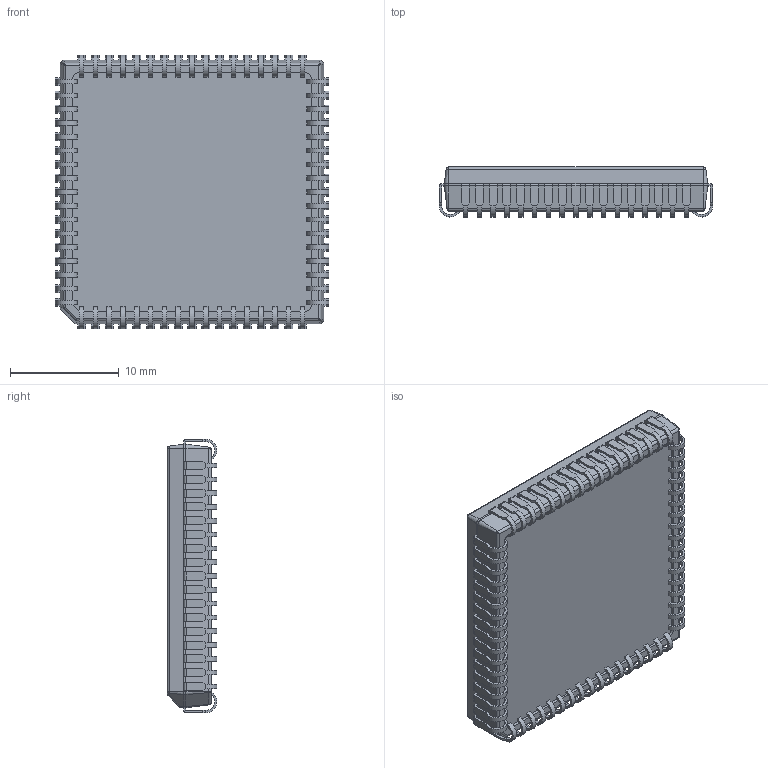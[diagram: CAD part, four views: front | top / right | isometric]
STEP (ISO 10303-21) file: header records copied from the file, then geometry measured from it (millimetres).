
FILE_DESCRIPTION (( 'STEP AP214' ), '1' );
FILE_NAME ('FN68.STEP', '2023-12-26T11:30:59', ( '' ), ( '' ), 'SwSTEP 2.0', 'SolidWorks 2021', '' );
FILE_SCHEMA (( 'AUTOMOTIVE_DESIGN' ));
Length unit declared in the file: inch
Products named in the file (1): FN68
Bounding box: 25.15 x 4.57 x 25.15 mm (x, y, z)
Volume: 2237.7 mm3; surface area: 2038.3 mm2
Topology: 70 solids, 70 shells, 1162 faces, 2744 edges, 1714 vertices
Faces by surface type: plane 843, cylinder 297, cone 10, bspline 10, sphere 2
Entity records: 35185 total; most frequent: CARTESIAN_POINT 7359, DIRECTION 5590, ORIENTED_EDGE 5468, EDGE_CURVE 2734, LINE 2128, VECTOR 2128, AXIS2_PLACEMENT_3D 1731, VERTEX_POINT 1714
